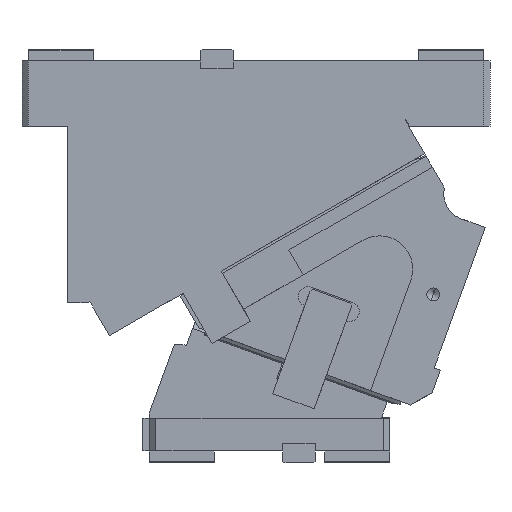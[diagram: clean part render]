
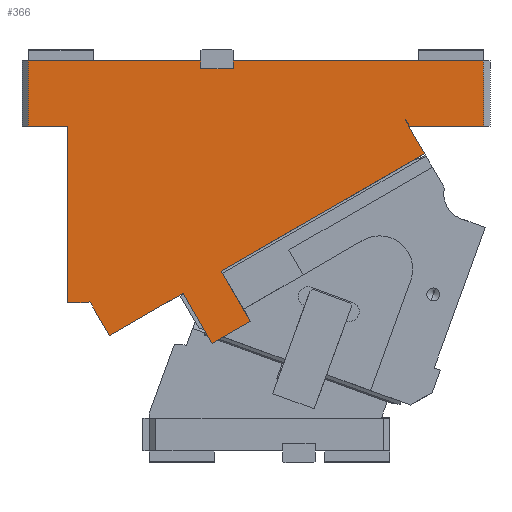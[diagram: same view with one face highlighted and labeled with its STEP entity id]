
A CAD part, front view. The second image highlights one B-rep face of the part: STEP entity #366.
In plain terms, the highlighted planar face has unit normal (0, -1, 0).
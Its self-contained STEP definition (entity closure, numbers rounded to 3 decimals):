
#61=CARTESIAN_POINT('Vertex',(153.385,-125.,-161.54)) ;
#66=CARTESIAN_POINT('Line Origine',(164.51,-125.,-180.809)) ;
#70=CARTESIAN_POINT('Vertex',(175.635,-125.,-200.078)) ;
#196=CARTESIAN_POINT('Vertex',(146.19,-125.,-217.078)) ;
#199=CARTESIAN_POINT('Line Origine',(160.913,-125.,-208.578)) ;
#211=CARTESIAN_POINT('Axis2P3D Location',(0.,-125.,0.)) ;
#217=CARTESIAN_POINT('Control Point',(309.703,-125.,-71.29)) ;
#218=CARTESIAN_POINT('Control Point',(153.385,-125.,-161.54)) ;
#219=CARTESIAN_POINT('Vertex',(309.703,-125.,-71.29)) ;
#223=CARTESIAN_POINT('Control Point',(294.703,-125.,-45.309)) ;
#224=CARTESIAN_POINT('Control Point',(309.703,-125.,-71.29)) ;
#225=CARTESIAN_POINT('Vertex',(294.703,-125.,-45.309)) ;
#228=CARTESIAN_POINT('Line Origine',(294.919,-125.,-45.184)) ;
#232=CARTESIAN_POINT('Vertex',(295.136,-125.,-45.059)) ;
#235=CARTESIAN_POINT('Line Origine',(296.562,-125.,-47.53)) ;
#239=CARTESIAN_POINT('Vertex',(297.988,-125.,-50.)) ;
#242=CARTESIAN_POINT('Line Origine',(326.494,-125.,-50.)) ;
#246=CARTESIAN_POINT('Vertex',(355.,-125.,-50.)) ;
#249=CARTESIAN_POINT('Line Origine',(355.,-125.,-25.)) ;
#253=CARTESIAN_POINT('Vertex',(355.,-125.,0.)) ;
#256=CARTESIAN_POINT('Line Origine',(258.75,-125.,0.)) ;
#260=CARTESIAN_POINT('Vertex',(162.5,-125.,0.)) ;
#263=CARTESIAN_POINT('Line Origine',(162.5,-125.,-3.)) ;
#267=CARTESIAN_POINT('Vertex',(162.5,-125.,-6.)) ;
#270=CARTESIAN_POINT('Line Origine',(150.,-125.,-6.)) ;
#274=CARTESIAN_POINT('Vertex',(137.5,-125.,-6.)) ;
#277=CARTESIAN_POINT('Line Origine',(137.5,-125.,-3.)) ;
#281=CARTESIAN_POINT('Vertex',(137.5,-125.,0.)) ;
#284=CARTESIAN_POINT('Line Origine',(71.25,-125.,0.)) ;
#288=CARTESIAN_POINT('Vertex',(5.,-125.,0.)) ;
#291=CARTESIAN_POINT('Line Origine',(5.,-125.,-25.)) ;
#295=CARTESIAN_POINT('Vertex',(5.,-125.,-50.)) ;
#298=CARTESIAN_POINT('Line Origine',(20.,-125.,-50.)) ;
#302=CARTESIAN_POINT('Vertex',(35.,-125.,-50.)) ;
#305=CARTESIAN_POINT('Line Origine',(35.,-125.,-118.)) ;
#309=CARTESIAN_POINT('Vertex',(35.,-125.,-186.)) ;
#312=CARTESIAN_POINT('Line Origine',(43.009,-125.,-186.)) ;
#316=CARTESIAN_POINT('Vertex',(51.019,-125.,-186.)) ;
#319=CARTESIAN_POINT('Line Origine',(51.617,-125.,-185.655)) ;
#323=CARTESIAN_POINT('Vertex',(52.216,-125.,-185.309)) ;
#327=CARTESIAN_POINT('Control Point',(67.216,-125.,-211.29)) ;
#328=CARTESIAN_POINT('Control Point',(52.216,-125.,-185.309)) ;
#329=CARTESIAN_POINT('Vertex',(67.216,-125.,-211.29)) ;
#333=CARTESIAN_POINT('Control Point',(123.94,-125.,-178.54)) ;
#334=CARTESIAN_POINT('Control Point',(67.216,-125.,-211.29)) ;
#335=CARTESIAN_POINT('Vertex',(123.94,-125.,-178.54)) ;
#338=CARTESIAN_POINT('Line Origine',(135.065,-125.,-197.809)) ;
#67=DIRECTION('Vector Direction',(-0.5,0.,0.866)) ;
#200=DIRECTION('Vector Direction',(0.866,0.,0.5)) ;
#212=DIRECTION('Axis2P3D Direction',(0.,1.,0.)) ;
#213=DIRECTION('Axis2P3D XDirection',(0.,0.,1.)) ;
#229=DIRECTION('Vector Direction',(-0.866,0.,-0.5)) ;
#236=DIRECTION('Vector Direction',(-0.5,0.,0.866)) ;
#243=DIRECTION('Vector Direction',(-1.,0.,0.)) ;
#250=DIRECTION('Vector Direction',(0.,0.,1.)) ;
#257=DIRECTION('Vector Direction',(1.,0.,0.)) ;
#264=DIRECTION('Vector Direction',(0.,0.,-1.)) ;
#271=DIRECTION('Vector Direction',(1.,0.,0.)) ;
#278=DIRECTION('Vector Direction',(0.,0.,1.)) ;
#285=DIRECTION('Vector Direction',(1.,0.,0.)) ;
#292=DIRECTION('Vector Direction',(0.,0.,-1.)) ;
#299=DIRECTION('Vector Direction',(1.,0.,0.)) ;
#306=DIRECTION('Vector Direction',(0.,0.,-1.)) ;
#313=DIRECTION('Vector Direction',(-1.,0.,0.)) ;
#320=DIRECTION('Vector Direction',(-0.866,0.,-0.5)) ;
#339=DIRECTION('Vector Direction',(-0.5,0.,0.866)) ;
#214=AXIS2_PLACEMENT_3D('Plane Axis2P3D',#211,#212,#213) ;
#344=ORIENTED_EDGE('',*,*,#221,.T.) ;
#345=ORIENTED_EDGE('',*,*,#227,.T.) ;
#346=ORIENTED_EDGE('',*,*,#234,.F.) ;
#347=ORIENTED_EDGE('',*,*,#241,.F.) ;
#348=ORIENTED_EDGE('',*,*,#248,.F.) ;
#349=ORIENTED_EDGE('',*,*,#255,.T.) ;
#350=ORIENTED_EDGE('',*,*,#262,.F.) ;
#351=ORIENTED_EDGE('',*,*,#269,.T.) ;
#352=ORIENTED_EDGE('',*,*,#276,.F.) ;
#353=ORIENTED_EDGE('',*,*,#283,.T.) ;
#354=ORIENTED_EDGE('',*,*,#290,.F.) ;
#355=ORIENTED_EDGE('',*,*,#297,.T.) ;
#356=ORIENTED_EDGE('',*,*,#304,.T.) ;
#357=ORIENTED_EDGE('',*,*,#311,.T.) ;
#358=ORIENTED_EDGE('',*,*,#318,.F.) ;
#359=ORIENTED_EDGE('',*,*,#325,.F.) ;
#360=ORIENTED_EDGE('',*,*,#331,.T.) ;
#361=ORIENTED_EDGE('',*,*,#337,.T.) ;
#362=ORIENTED_EDGE('',*,*,#342,.F.) ;
#363=ORIENTED_EDGE('',*,*,#203,.T.) ;
#364=ORIENTED_EDGE('',*,*,#72,.T.) ;
#68=VECTOR('Line Direction',#67,1.) ;
#201=VECTOR('Line Direction',#200,1.) ;
#230=VECTOR('Line Direction',#229,1.) ;
#237=VECTOR('Line Direction',#236,1.) ;
#244=VECTOR('Line Direction',#243,1.) ;
#251=VECTOR('Line Direction',#250,1.) ;
#258=VECTOR('Line Direction',#257,1.) ;
#265=VECTOR('Line Direction',#264,1.) ;
#272=VECTOR('Line Direction',#271,1.) ;
#279=VECTOR('Line Direction',#278,1.) ;
#286=VECTOR('Line Direction',#285,1.) ;
#293=VECTOR('Line Direction',#292,1.) ;
#300=VECTOR('Line Direction',#299,1.) ;
#307=VECTOR('Line Direction',#306,1.) ;
#314=VECTOR('Line Direction',#313,1.) ;
#321=VECTOR('Line Direction',#320,1.) ;
#340=VECTOR('Line Direction',#339,1.) ;
#366=ADVANCED_FACE('CAM HOLDER',(#365),#215,.F.) ;
#216=B_SPLINE_CURVE_WITH_KNOTS('',1,(#217,#218),.UNSPECIFIED.,.F.,.U.,(2,2),(0.,180.5),.UNSPECIFIED.) ;
#222=B_SPLINE_CURVE_WITH_KNOTS('',1,(#223,#224),.UNSPECIFIED.,.F.,.U.,(2,2),(0.,30.),.UNSPECIFIED.) ;
#326=B_SPLINE_CURVE_WITH_KNOTS('',1,(#327,#328),.UNSPECIFIED.,.F.,.U.,(2,2),(0.,30.),.UNSPECIFIED.) ;
#332=B_SPLINE_CURVE_WITH_KNOTS('',1,(#333,#334),.UNSPECIFIED.,.F.,.U.,(2,2),(214.5,280.),.UNSPECIFIED.) ;
#72=EDGE_CURVE('',#71,#62,#69,.T.) ;
#203=EDGE_CURVE('',#197,#71,#202,.T.) ;
#221=EDGE_CURVE('',#62,#220,#216,.F.) ;
#227=EDGE_CURVE('',#220,#226,#222,.F.) ;
#234=EDGE_CURVE('',#233,#226,#231,.T.) ;
#241=EDGE_CURVE('',#240,#233,#238,.T.) ;
#248=EDGE_CURVE('',#247,#240,#245,.T.) ;
#255=EDGE_CURVE('',#247,#254,#252,.T.) ;
#262=EDGE_CURVE('',#261,#254,#259,.T.) ;
#269=EDGE_CURVE('',#261,#268,#266,.T.) ;
#276=EDGE_CURVE('',#275,#268,#273,.T.) ;
#283=EDGE_CURVE('',#275,#282,#280,.T.) ;
#290=EDGE_CURVE('',#289,#282,#287,.T.) ;
#297=EDGE_CURVE('',#289,#296,#294,.T.) ;
#304=EDGE_CURVE('',#296,#303,#301,.T.) ;
#311=EDGE_CURVE('',#303,#310,#308,.T.) ;
#318=EDGE_CURVE('',#317,#310,#315,.T.) ;
#325=EDGE_CURVE('',#324,#317,#322,.T.) ;
#331=EDGE_CURVE('',#324,#330,#326,.F.) ;
#337=EDGE_CURVE('',#330,#336,#332,.F.) ;
#342=EDGE_CURVE('',#197,#336,#341,.T.) ;
#343=EDGE_LOOP('',(#344,#345,#346,#347,#348,#349,#350,#351,#352,#353,#354,#355,#356,#357,#358,#359,#360,#361,#362,#363,#364)) ;
#365=FACE_OUTER_BOUND('',#343,.T.) ;
#69=LINE('Line',#66,#68) ;
#202=LINE('Line',#199,#201) ;
#231=LINE('Line',#228,#230) ;
#238=LINE('Line',#235,#237) ;
#245=LINE('Line',#242,#244) ;
#252=LINE('Line',#249,#251) ;
#259=LINE('Line',#256,#258) ;
#266=LINE('Line',#263,#265) ;
#273=LINE('Line',#270,#272) ;
#280=LINE('Line',#277,#279) ;
#287=LINE('Line',#284,#286) ;
#294=LINE('Line',#291,#293) ;
#301=LINE('Line',#298,#300) ;
#308=LINE('Line',#305,#307) ;
#315=LINE('Line',#312,#314) ;
#322=LINE('Line',#319,#321) ;
#341=LINE('Line',#338,#340) ;
#215=PLANE('Plane',#214) ;
#62=VERTEX_POINT('',#61) ;
#71=VERTEX_POINT('',#70) ;
#197=VERTEX_POINT('',#196) ;
#220=VERTEX_POINT('',#219) ;
#226=VERTEX_POINT('',#225) ;
#233=VERTEX_POINT('',#232) ;
#240=VERTEX_POINT('',#239) ;
#247=VERTEX_POINT('',#246) ;
#254=VERTEX_POINT('',#253) ;
#261=VERTEX_POINT('',#260) ;
#268=VERTEX_POINT('',#267) ;
#275=VERTEX_POINT('',#274) ;
#282=VERTEX_POINT('',#281) ;
#289=VERTEX_POINT('',#288) ;
#296=VERTEX_POINT('',#295) ;
#303=VERTEX_POINT('',#302) ;
#310=VERTEX_POINT('',#309) ;
#317=VERTEX_POINT('',#316) ;
#324=VERTEX_POINT('',#323) ;
#330=VERTEX_POINT('',#329) ;
#336=VERTEX_POINT('',#335) ;
